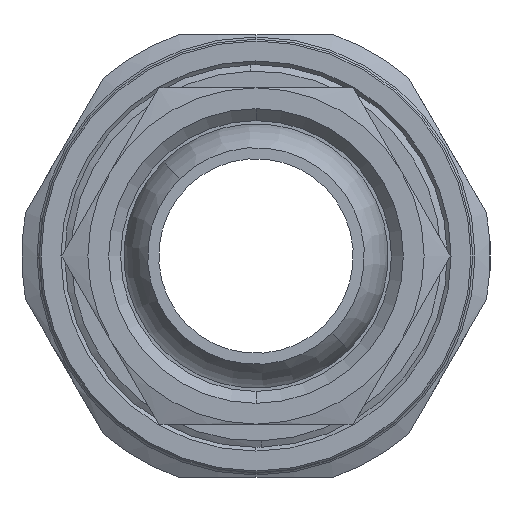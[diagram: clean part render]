
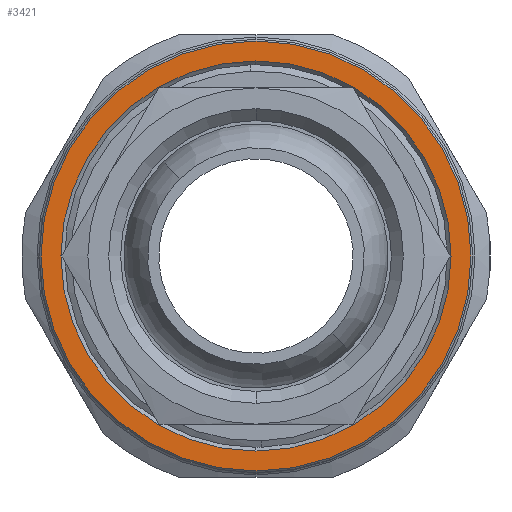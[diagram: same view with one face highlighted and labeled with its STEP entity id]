
A CAD part, left-side view. The second image highlights one B-rep face of the part: STEP entity #3421.
In plain terms, the highlighted planar face has unit normal (-1, 0, 0).
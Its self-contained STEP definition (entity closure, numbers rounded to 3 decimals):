
#15 = VERTEX_POINT ( 'NONE', #134 ) ;
#16 = VERTEX_POINT ( 'NONE', #135 ) ;
#18 = VERTEX_POINT ( 'NONE', #136 ) ;
#20 = VERTEX_POINT ( 'NONE', #138 ) ;
#134 = CARTESIAN_POINT ( 'NONE',  ( 0., 0., 24.3 ) ) ;
#135 = CARTESIAN_POINT ( 'NONE',  ( 0., 0., -24.3 ) ) ;
#136 = CARTESIAN_POINT ( 'NONE',  ( 0., 0., -22.05 ) ) ;
#138 = CARTESIAN_POINT ( 'NONE',  ( 0., 0., 22.05 ) ) ;
#743 = FACE_BOUND ( 'NONE', #3540, .T. ) ;
#744 = FACE_OUTER_BOUND ( 'NONE', #3539, .T. ) ;
#969 = CIRCLE ( 'NONE', #1524, 24.3 ) ;
#1009 = CIRCLE ( 'NONE', #1536, 22.05 ) ;
#1010 = CIRCLE ( 'NONE', #1537, 24.3 ) ;
#1288 = EDGE_CURVE ( 'NONE', #15, #16, #969, .T. ) ;
#1320 = EDGE_CURVE ( 'NONE', #20, #18, #1009, .T. ) ;
#1321 = EDGE_CURVE ( 'NONE', #16, #15, #1010, .T. ) ;
#1476 = EDGE_CURVE ( 'NONE', #18, #20, #2160, .T. ) ;
#1524 = AXIS2_PLACEMENT_3D ( 'NONE', #1707, #1708, #1709 ) ;
#1536 = AXIS2_PLACEMENT_3D ( 'NONE', #1827, #1828, #1829 ) ;
#1537 = AXIS2_PLACEMENT_3D ( 'NONE', #1830, #1831, #1832 ) ;
#1588 = AXIS2_PLACEMENT_3D ( 'NONE', #3272, #3273, #3274 ) ;
#1674 = AXIS2_PLACEMENT_3D ( 'NONE', #2748, #2749, #2750 ) ;
#1707 = CARTESIAN_POINT ( 'NONE',  ( 0., 0., 0. ) ) ;
#1708 = DIRECTION ( 'NONE',  ( -1., 0., 0. ) ) ;
#1709 = DIRECTION ( 'NONE',  ( 0., 0., 1. ) ) ;
#1827 = CARTESIAN_POINT ( 'NONE',  ( 0., 0., 0. ) ) ;
#1828 = DIRECTION ( 'NONE',  ( -1., 0., 0. ) ) ;
#1829 = DIRECTION ( 'NONE',  ( 0., 0., 1. ) ) ;
#1830 = CARTESIAN_POINT ( 'NONE',  ( 0., 0., 0. ) ) ;
#1831 = DIRECTION ( 'NONE',  ( -1., 0., 0. ) ) ;
#1832 = DIRECTION ( 'NONE',  ( 0., 0., 1. ) ) ;
#2160 = CIRCLE ( 'NONE', #1588, 22.05 ) ;
#2747 = PLANE ( 'NONE',  #1674 ) ;
#2748 = CARTESIAN_POINT ( 'NONE',  ( 0., 22.05, 0. ) ) ;
#2749 = DIRECTION ( 'NONE',  ( 1., 0., 0. ) ) ;
#2750 = DIRECTION ( 'NONE',  ( 0., 0., -1. ) ) ;
#2954 = ORIENTED_EDGE ( 'NONE', *, *, #1320, .F. ) ;
#2955 = ORIENTED_EDGE ( 'NONE', *, *, #1476, .F. ) ;
#2956 = ORIENTED_EDGE ( 'NONE', *, *, #1321, .T. ) ;
#2957 = ORIENTED_EDGE ( 'NONE', *, *, #1288, .T. ) ;
#3272 = CARTESIAN_POINT ( 'NONE',  ( 0., 0., 0. ) ) ;
#3273 = DIRECTION ( 'NONE',  ( -1., 0., 0. ) ) ;
#3274 = DIRECTION ( 'NONE',  ( 0., 0., 1. ) ) ;
#3421 = ADVANCED_FACE ( 'NONE', ( #743, #744 ), #2747, .F. ) ;
#3539 = EDGE_LOOP ( 'NONE', ( #2956, #2957 ) ) ;
#3540 = EDGE_LOOP ( 'NONE', ( #2954, #2955 ) ) ;
